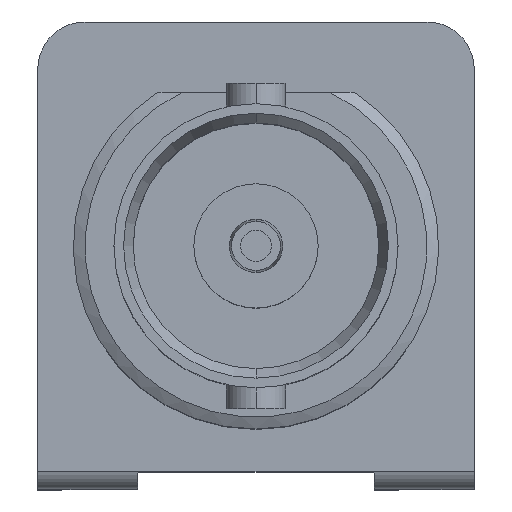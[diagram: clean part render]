
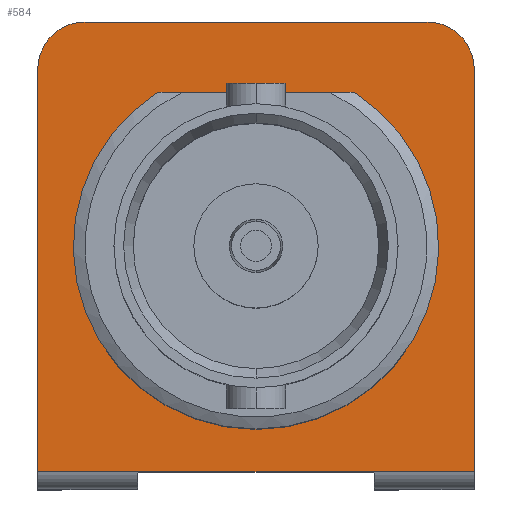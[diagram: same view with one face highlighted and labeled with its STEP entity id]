
A CAD part, top view. The second image highlights one B-rep face of the part: STEP entity #584.
In plain terms, the highlighted planar face has unit normal (0, 0, 1).
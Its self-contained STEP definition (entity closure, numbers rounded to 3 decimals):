
#527=CARTESIAN_POINT('',(-8.118,-8.36,14.3));
#528=DIRECTION('',(0.0,0.0,1.0));
#529=DIRECTION('',(1.0,0.0,0.0));
#530=AXIS2_PLACEMENT_3D('',#527,#528,#529);
#531=PLANE('',#530);
#532=CARTESIAN_POINT('',(7.38,-7.6,14.3));
#533=VERTEX_POINT('',#532);
#534=CARTESIAN_POINT('',(7.38,6.,14.3));
#535=VERTEX_POINT('',#534);
#536=CARTESIAN_POINT('',(7.38,-7.6,14.3));
#537=DIRECTION('',(0.0,1.0,0.0));
#538=VECTOR('',#537,13.6);
#539=LINE('',#536,#538);
#540=EDGE_CURVE('',#533,#535,#539,.T.);
#541=ORIENTED_EDGE('',*,*,#540,.T.);
#542=CARTESIAN_POINT('',(5.78,7.6,14.3));
#543=VERTEX_POINT('',#542);
#544=CARTESIAN_POINT('',(5.78,6.,14.3));
#545=DIRECTION('',(0.0,0.0,1.0));
#546=DIRECTION('',(1.0,0.0,0.0));
#547=AXIS2_PLACEMENT_3D('',#544,#545,#546);
#548=CIRCLE('',#547,1.6);
#549=EDGE_CURVE('',#535,#543,#548,.T.);
#550=ORIENTED_EDGE('',*,*,#549,.T.);
#551=CARTESIAN_POINT('',(-5.78,7.6,14.3));
#552=VERTEX_POINT('',#551);
#553=CARTESIAN_POINT('',(5.78,7.6,14.3));
#554=DIRECTION('',(-1.0,0.0,0.0));
#555=VECTOR('',#554,11.56);
#556=LINE('',#553,#555);
#557=EDGE_CURVE('',#543,#552,#556,.T.);
#558=ORIENTED_EDGE('',*,*,#557,.T.);
#559=CARTESIAN_POINT('',(-7.38,6.,14.3));
#560=VERTEX_POINT('',#559);
#561=CARTESIAN_POINT('',(-5.78,6.,14.3));
#562=DIRECTION('',(0.0,0.0,1.0));
#563=DIRECTION('',(0.0,1.0,0.0));
#564=AXIS2_PLACEMENT_3D('',#561,#562,#563);
#565=CIRCLE('',#564,1.6);
#566=EDGE_CURVE('',#552,#560,#565,.T.);
#567=ORIENTED_EDGE('',*,*,#566,.T.);
#568=CARTESIAN_POINT('',(-7.38,-7.6,14.3));
#569=VERTEX_POINT('',#568);
#570=CARTESIAN_POINT('',(-7.38,6.,14.3));
#571=DIRECTION('',(0.0,-1.0,0.0));
#572=VECTOR('',#571,13.6);
#573=LINE('',#570,#572);
#574=EDGE_CURVE('',#560,#569,#573,.T.);
#575=ORIENTED_EDGE('',*,*,#574,.T.);
#576=CARTESIAN_POINT('',(-7.38,-7.6,14.3));
#577=DIRECTION('',(1.0,0.0,0.0));
#578=VECTOR('',#577,14.76);
#579=LINE('',#576,#578);
#580=EDGE_CURVE('',#569,#533,#579,.T.);
#581=ORIENTED_EDGE('',*,*,#580,.T.);
#582=EDGE_LOOP('',(#541,#550,#558,#567,#575,#581));
#583=FACE_OUTER_BOUND('',#582,.T.);
#584=ADVANCED_FACE('',(#583),#531,.T.);
